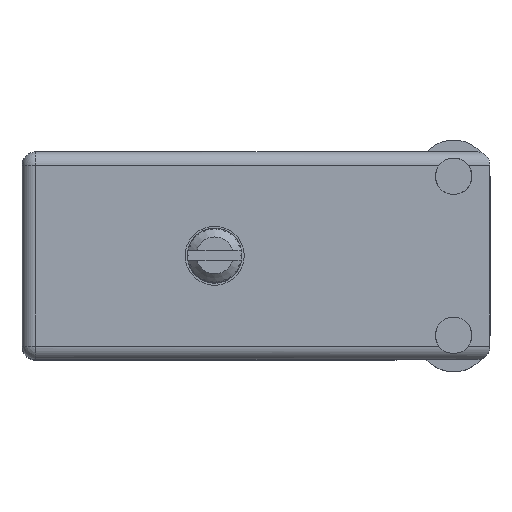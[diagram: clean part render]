
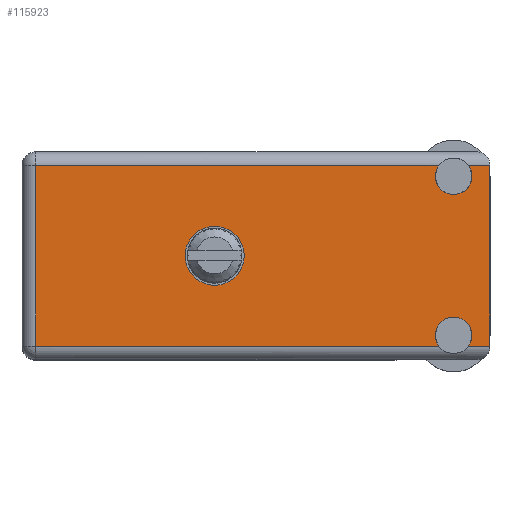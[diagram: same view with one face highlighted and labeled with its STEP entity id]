
A CAD part, top view. The second image highlights one B-rep face of the part: STEP entity #115923.
In plain terms, the highlighted face is planar.
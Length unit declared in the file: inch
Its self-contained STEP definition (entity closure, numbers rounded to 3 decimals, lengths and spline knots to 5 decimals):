
#974 = VECTOR ( 'NONE', #100882, 39.37008 ) ;
#2594 = VERTEX_POINT ( 'NONE', #178296 ) ;
#2791 = CARTESIAN_POINT ( 'NONE',  ( 1.43363, 0.906, -0.047 ) ) ;
#2919 = EDGE_CURVE ( 'NONE', #17615, #45597, #82731, .T. ) ;
#3616 = DIRECTION ( 'NONE',  ( 0., 1., 0. ) ) ;
#6513 = CIRCLE ( 'NONE', #111186, 0.1015 ) ;
#7840 = DIRECTION ( 'NONE',  ( 0., 0., 1. ) ) ;
#7918 = VERTEX_POINT ( 'NONE', #180301 ) ;
#8471 = AXIS2_PLACEMENT_3D ( 'NONE', #63550, #135649, #50416 ) ;
#8748 = CIRCLE ( 'NONE', #161378, 0.1015 ) ;
#10441 = ORIENTED_EDGE ( 'NONE', *, *, #45812, .T. ) ;
#12220 = ORIENTED_EDGE ( 'NONE', *, *, #79090, .T. ) ;
#13016 = ORIENTED_EDGE ( 'NONE', *, *, #131765, .F. ) ;
#17615 = VERTEX_POINT ( 'NONE', #42017 ) ;
#18950 = VERTEX_POINT ( 'NONE', #2791 ) ;
#22770 = ORIENTED_EDGE ( 'NONE', *, *, #167076, .F. ) ;
#24676 = CARTESIAN_POINT ( 'NONE',  ( 0.047, 0.906, -0.047 ) ) ;
#25941 = EDGE_LOOP ( 'NONE', ( #100427, #22770, #134678, #160039, #52526, #12220, #101819, #28798, #10441, #139547 ) ) ;
#25964 = DIRECTION ( 'NONE',  ( -1., 0., 0. ) ) ;
#28578 = EDGE_CURVE ( 'NONE', #64999, #111976, #67027, .T. ) ;
#28667 = DIRECTION ( 'NONE',  ( 0., 0., 1. ) ) ;
#28798 = ORIENTED_EDGE ( 'NONE', *, *, #28578, .F. ) ;
#31333 = DIRECTION ( 'NONE',  ( 0., 1., 0. ) ) ;
#32543 = DIRECTION ( 'NONE',  ( 0., 1., 0. ) ) ;
#40354 = CARTESIAN_POINT ( 'NONE',  ( 0., 0.906, -0.668 ) ) ;
#42017 = CARTESIAN_POINT ( 'NONE',  ( 0.047, 0.906, -0.668 ) ) ;
#43716 = CARTESIAN_POINT ( 'NONE',  ( 1.609, 0.906, -0.047 ) ) ;
#43874 = DIRECTION ( 'NONE',  ( 0., 0., 1. ) ) ;
#45597 = VERTEX_POINT ( 'NONE', #24676 ) ;
#45812 = EDGE_CURVE ( 'NONE', #64999, #17615, #84371, .T. ) ;
#48668 = PLANE ( 'NONE',  #163801 ) ;
#49579 = DIRECTION ( 'NONE',  ( 0., 0., 1. ) ) ;
#50416 = DIRECTION ( 'NONE',  ( 0., 0., 1. ) ) ;
#52526 = ORIENTED_EDGE ( 'NONE', *, *, #103200, .F. ) ;
#52596 = CARTESIAN_POINT ( 'NONE',  ( 1.609, 0.906, 0. ) ) ;
#53832 = CARTESIAN_POINT ( 'NONE',  ( 1.53437, 0.906, -0.047 ) ) ;
#55661 = DIRECTION ( 'NONE',  ( 0., 1., 0. ) ) ;
#59836 = VECTOR ( 'NONE', #25964, 39.37008 ) ;
#63550 = CARTESIAN_POINT ( 'NONE',  ( 1.484, 0.906, -0.084 ) ) ;
#64999 = VERTEX_POINT ( 'NONE', #102922 ) ;
#67027 = CIRCLE ( 'NONE', #132949, 0.0625 ) ;
#70835 = VECTOR ( 'NONE', #142762, 39.37008 ) ;
#75987 = VERTEX_POINT ( 'NONE', #101448 ) ;
#79090 = EDGE_CURVE ( 'NONE', #142148, #166058, #113972, .T. ) ;
#80409 = CARTESIAN_POINT ( 'NONE',  ( 1.53437, 0.906, -0.668 ) ) ;
#81809 = CARTESIAN_POINT ( 'NONE',  ( 0.047, 0.906, -0.715 ) ) ;
#82731 = LINE ( 'NONE', #81809, #116674 ) ;
#84371 = LINE ( 'NONE', #40354, #165390 ) ;
#86207 = FACE_BOUND ( 'NONE', #140124, .T. ) ;
#88835 = CARTESIAN_POINT ( 'NONE',  ( 1.484, 0.906, -0.631 ) ) ;
#89445 = EDGE_CURVE ( 'NONE', #7918, #75987, #6513, .T. ) ;
#100427 = ORIENTED_EDGE ( 'NONE', *, *, #146572, .T. ) ;
#100589 = CARTESIAN_POINT ( 'NONE',  ( 1.609, 0.906, -0.047 ) ) ;
#100882 = DIRECTION ( 'NONE',  ( 1., 0., 0. ) ) ;
#101448 = CARTESIAN_POINT ( 'NONE',  ( 0.6625, 0.906, -0.459 ) ) ;
#101819 = ORIENTED_EDGE ( 'NONE', *, *, #126094, .F. ) ;
#102418 = VERTEX_POINT ( 'NONE', #53832 ) ;
#102922 = CARTESIAN_POINT ( 'NONE',  ( 1.43363, 0.906, -0.668 ) ) ;
#103200 = EDGE_CURVE ( 'NONE', #142148, #132817, #108790, .T. ) ;
#103492 = DIRECTION ( 'NONE',  ( 0., 0., 1. ) ) ;
#108790 = LINE ( 'NONE', #52596, #174632 ) ;
#109080 = CARTESIAN_POINT ( 'NONE',  ( 0.6625, 0.906, -0.3575 ) ) ;
#110522 = CIRCLE ( 'NONE', #134468, 0.0625 ) ;
#111186 = AXIS2_PLACEMENT_3D ( 'NONE', #109080, #32543, #7840 ) ;
#111976 = VERTEX_POINT ( 'NONE', #128292 ) ;
#113897 = ORIENTED_EDGE ( 'NONE', *, *, #89445, .F. ) ;
#113972 = LINE ( 'NONE', #157039, #59836 ) ;
#114923 = LINE ( 'NONE', #43716, #974 ) ;
#115923 = ADVANCED_FACE ( 'NONE', ( #86207, #144251 ), #48668, .T. ) ;
#116674 = VECTOR ( 'NONE', #183812, 39.37008 ) ;
#125632 = DIRECTION ( 'NONE',  ( -1., 0., 0. ) ) ;
#126094 = EDGE_CURVE ( 'NONE', #111976, #166058, #175809, .T. ) ;
#127311 = EDGE_CURVE ( 'NONE', #102418, #2594, #152166, .T. ) ;
#128292 = CARTESIAN_POINT ( 'NONE',  ( 1.484, 0.906, -0.5685 ) ) ;
#129615 = LINE ( 'NONE', #100589, #70835 ) ;
#131765 = EDGE_CURVE ( 'NONE', #75987, #7918, #8748, .T. ) ;
#132817 = VERTEX_POINT ( 'NONE', #182115 ) ;
#132949 = AXIS2_PLACEMENT_3D ( 'NONE', #88835, #160937, #43874 ) ;
#134468 = AXIS2_PLACEMENT_3D ( 'NONE', #170943, #31333, #103492 ) ;
#134678 = ORIENTED_EDGE ( 'NONE', *, *, #127311, .F. ) ;
#135649 = DIRECTION ( 'NONE',  ( 0., 1., 0. ) ) ;
#139547 = ORIENTED_EDGE ( 'NONE', *, *, #2919, .T. ) ;
#140124 = EDGE_LOOP ( 'NONE', ( #113897, #13016 ) ) ;
#142049 = DIRECTION ( 'NONE',  ( 0., 1., 0. ) ) ;
#142148 = VERTEX_POINT ( 'NONE', #165177 ) ;
#142762 = DIRECTION ( 'NONE',  ( 1., 0., 0. ) ) ;
#144251 = FACE_OUTER_BOUND ( 'NONE', #25941, .T. ) ;
#146572 = EDGE_CURVE ( 'NONE', #45597, #18950, #129615, .T. ) ;
#152166 = CIRCLE ( 'NONE', #8471, 0.0625 ) ;
#153105 = CARTESIAN_POINT ( 'NONE',  ( 1.484, 0.906, -0.631 ) ) ;
#154014 = DIRECTION ( 'NONE',  ( 0., 0., 1. ) ) ;
#157039 = CARTESIAN_POINT ( 'NONE',  ( 0., 0.906, -0.668 ) ) ;
#157896 = CARTESIAN_POINT ( 'NONE',  ( 0.6625, 0.906, -0.3575 ) ) ;
#160039 = ORIENTED_EDGE ( 'NONE', *, *, #175651, .T. ) ;
#160937 = DIRECTION ( 'NONE',  ( 0., 1., 0. ) ) ;
#161378 = AXIS2_PLACEMENT_3D ( 'NONE', #157896, #142049, #28667 ) ;
#163801 = AXIS2_PLACEMENT_3D ( 'NONE', #163832, #3616, #49579 ) ;
#163832 = CARTESIAN_POINT ( 'NONE',  ( 0., 0.906, -0.715 ) ) ;
#163913 = AXIS2_PLACEMENT_3D ( 'NONE', #153105, #55661, #154014 ) ;
#165177 = CARTESIAN_POINT ( 'NONE',  ( 1.609, 0.906, -0.668 ) ) ;
#165390 = VECTOR ( 'NONE', #125632, 39.37008 ) ;
#166058 = VERTEX_POINT ( 'NONE', #80409 ) ;
#167076 = EDGE_CURVE ( 'NONE', #2594, #18950, #110522, .T. ) ;
#170943 = CARTESIAN_POINT ( 'NONE',  ( 1.484, 0.906, -0.084 ) ) ;
#174632 = VECTOR ( 'NONE', #180860, 39.37008 ) ;
#175651 = EDGE_CURVE ( 'NONE', #102418, #132817, #114923, .T. ) ;
#175809 = CIRCLE ( 'NONE', #163913, 0.0625 ) ;
#178296 = CARTESIAN_POINT ( 'NONE',  ( 1.484, 0.906, -0.1465 ) ) ;
#180301 = CARTESIAN_POINT ( 'NONE',  ( 0.6625, 0.906, -0.256 ) ) ;
#180860 = DIRECTION ( 'NONE',  ( 0., 0., 1. ) ) ;
#182115 = CARTESIAN_POINT ( 'NONE',  ( 1.609, 0.906, -0.047 ) ) ;
#183812 = DIRECTION ( 'NONE',  ( 0., 0., 1. ) ) ;
